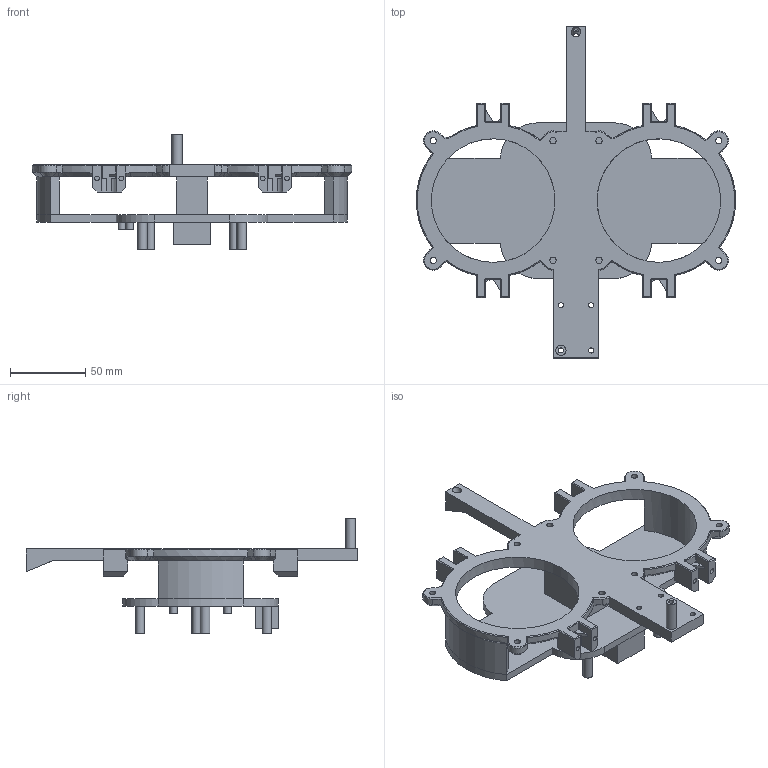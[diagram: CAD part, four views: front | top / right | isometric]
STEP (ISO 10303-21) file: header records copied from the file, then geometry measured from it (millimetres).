
FILE_DESCRIPTION(/* description */ ('STEP AP242 Edition 2','CAx-IF Rec.Pracs.---Representation and Presentation of Product Manufacturing Information (PMI)---4.0---2014-10-13','CAx-IF Rec.Pracs.---3D Tessellated Geometry---0.4---2014-09-14','2;1','CAx-IF Rec.Pracs.---User Defined Attributes---1.5---2016-08-15'),/* implementation_level */ '2;1');
FILE_NAME(/* name */ '6945f9ea0ba78280685d9bcd',/* time_stamp */ '2025-12-20T01:20:43Z',/* author */ (''),/* organization */ (''),/* preprocessor_version */ 'ST-DEVELOPER v20',/* originating_system */ 'ONSHAPE BY PTC INC, 1.208',/* authorisation */ ' ');
FILE_SCHEMA (('AP242_MANAGED_MODEL_BASED_3D_ENGINEERING_MIM_LF { 1 0 10303 442 3 1 4 }'));
Length unit declared in the file: metre
Products named in the file (3): Part 1; Part 2; Part 3
Bounding box: 212 x 220.3 x 76 mm (x, y, z)
Volume: 223797.6 mm3; surface area: 92458.4 mm2
Topology: 3 solids, 3 shells, 388 faces, 954 edges, 603 vertices
Faces by surface type: plane 209, cylinder 113, cone 54, bspline 12
Full cylindrical faces by diameter (mm): 2.9 x2, 3.1 x8, 3.4 x5, 3.5 x10, 3.85 x12, 4.2 x8, 5 x2, 5.842 x4, 6 x1, 6.341 x4, 6.8 x1, 82 x2
Entity records: 12538 total; most frequent: CARTESIAN_POINT 3466, DIRECTION 1848, ORIENTED_EDGE 1774, EDGE_CURVE 887, AXIS2_PLACEMENT_3D 676, VERTEX_POINT 596, EDGE_LOOP 527, FACE_BOUND 527
